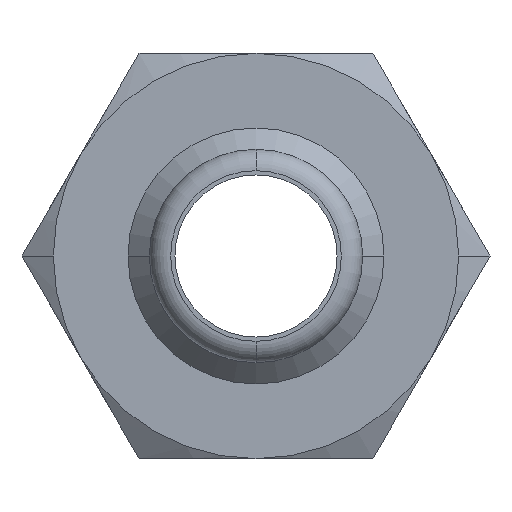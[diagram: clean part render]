
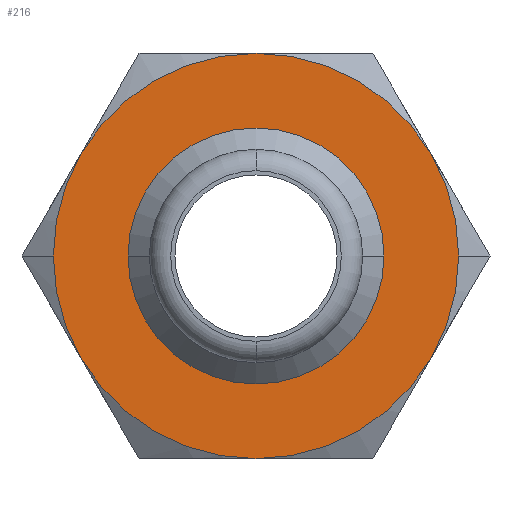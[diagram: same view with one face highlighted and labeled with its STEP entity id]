
A CAD part, front view. The second image highlights one B-rep face of the part: STEP entity #216.
In plain terms, the highlighted planar face has unit normal (0, -1, 0).
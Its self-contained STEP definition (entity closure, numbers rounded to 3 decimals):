
#216=ADVANCED_FACE('',(#444,#445),#446,.T.);
#444=FACE_OUTER_BOUND('',#679,.T.);
#445=FACE_BOUND('',#680,.T.);
#446=PLANE('',#681);
#679=EDGE_LOOP('',(#1210,#1211,#1212,#1213,#1214,#1215,#1216,#1217));
#680=EDGE_LOOP('',(#1218,#1219));
#681=AXIS2_PLACEMENT_3D('',#1220,#1221,#1222);
#1210=ORIENTED_EDGE('',*,*,#1531,.F.);
#1211=ORIENTED_EDGE('',*,*,#1504,.F.);
#1212=ORIENTED_EDGE('',*,*,#1389,.F.);
#1213=ORIENTED_EDGE('',*,*,#1496,.F.);
#1214=ORIENTED_EDGE('',*,*,#1550,.F.);
#1215=ORIENTED_EDGE('',*,*,#1363,.F.);
#1216=ORIENTED_EDGE('',*,*,#1510,.F.);
#1217=ORIENTED_EDGE('',*,*,#1551,.F.);
#1218=ORIENTED_EDGE('',*,*,#1442,.F.);
#1219=ORIENTED_EDGE('',*,*,#1381,.F.);
#1220=CARTESIAN_POINT('',(4.75,20.0,0.0));
#1221=DIRECTION('',(-0.0,-1.0,-0.0));
#1222=DIRECTION('',(-1.0,0.0,0.0));
#1363=EDGE_CURVE('',#1613,#1610,#1615,.T.);
#1381=EDGE_CURVE('',#1644,#1646,#1647,.T.);
#1389=EDGE_CURVE('',#1617,#1659,#1660,.T.);
#1442=EDGE_CURVE('',#1646,#1644,#1737,.T.);
#1496=EDGE_CURVE('',#1808,#1617,#1810,.T.);
#1504=EDGE_CURVE('',#1659,#1823,#1824,.T.);
#1510=EDGE_CURVE('',#1777,#1613,#1830,.T.);
#1531=EDGE_CURVE('',#1823,#1853,#1855,.T.);
#1550=EDGE_CURVE('',#1610,#1808,#1874,.T.);
#1551=EDGE_CURVE('',#1853,#1777,#1875,.T.);
#1610=VERTEX_POINT('',#2026);
#1613=VERTEX_POINT('',#2040);
#1615=CIRCLE('',#2053,9.5);
#1617=VERTEX_POINT('',#2055);
#1644=VERTEX_POINT('',#2141);
#1646=VERTEX_POINT('',#2144);
#1647=CIRCLE('',#2145,6.0);
#1659=VERTEX_POINT('',#2170);
#1660=CIRCLE('',#2171,9.5);
#1737=CIRCLE('',#2319,6.0);
#1777=VERTEX_POINT('',#2444);
#1808=VERTEX_POINT('',#2536);
#1810=CIRCLE('',#2539,9.5);
#1823=VERTEX_POINT('',#2565);
#1824=CIRCLE('',#2566,9.5);
#1830=CIRCLE('',#2594,9.5);
#1853=VERTEX_POINT('',#2676);
#1855=CIRCLE('',#2679,9.5);
#1874=CIRCLE('',#2733,9.5);
#1875=CIRCLE('',#2734,9.5);
#2026=CARTESIAN_POINT('',(-8.227,20.0,-4.75));
#2040=CARTESIAN_POINT('',(0.0,20.0,-9.5));
#2053=AXIS2_PLACEMENT_3D('',#2807,#2808,#2809);
#2055=CARTESIAN_POINT('',(-8.227,20.0,4.75));
#2141=CARTESIAN_POINT('',(6.0,20.0,0.));
#2144=CARTESIAN_POINT('',(-6.0,20.0,0.));
#2145=AXIS2_PLACEMENT_3D('',#2824,#2825,#2826);
#2170=CARTESIAN_POINT('',(0.,20.0,9.5));
#2171=AXIS2_PLACEMENT_3D('',#2835,#2836,#2837);
#2319=AXIS2_PLACEMENT_3D('',#2930,#2931,#2932);
#2444=CARTESIAN_POINT('',(8.227,20.0,-4.75));
#2536=CARTESIAN_POINT('',(-9.5,20.0,0.));
#2539=AXIS2_PLACEMENT_3D('',#2981,#2982,#2983);
#2565=CARTESIAN_POINT('',(8.227,20.0,4.75));
#2566=AXIS2_PLACEMENT_3D('',#2992,#2993,#2994);
#2594=AXIS2_PLACEMENT_3D('',#2998,#2999,#3000);
#2676=CARTESIAN_POINT('',(9.5,20.0,0.));
#2679=AXIS2_PLACEMENT_3D('',#3012,#3013,#3014);
#2733=AXIS2_PLACEMENT_3D('',#3026,#3027,#3028);
#2734=AXIS2_PLACEMENT_3D('',#3029,#3030,#3031);
#2807=CARTESIAN_POINT('',(0.0,20.0,0.0));
#2808=DIRECTION('',(-0.0,1.0,0.0));
#2809=DIRECTION('',(1.0,0.0,0.0));
#2824=CARTESIAN_POINT('',(0.0,20.0,0.0));
#2825=DIRECTION('',(0.0,-1.0,0.0));
#2826=DIRECTION('',(1.0,0.0,0.0));
#2835=CARTESIAN_POINT('',(0.0,20.0,0.0));
#2836=DIRECTION('',(-0.0,1.0,0.0));
#2837=DIRECTION('',(1.0,0.0,0.0));
#2930=CARTESIAN_POINT('',(0.0,20.0,0.0));
#2931=DIRECTION('',(0.0,-1.0,0.0));
#2932=DIRECTION('',(1.0,0.0,0.0));
#2981=CARTESIAN_POINT('',(0.0,20.0,0.0));
#2982=DIRECTION('',(-0.0,1.0,0.0));
#2983=DIRECTION('',(1.0,0.0,0.0));
#2992=CARTESIAN_POINT('',(0.0,20.0,0.0));
#2993=DIRECTION('',(-0.0,1.0,0.0));
#2994=DIRECTION('',(1.0,0.0,0.0));
#2998=CARTESIAN_POINT('',(0.0,20.0,0.0));
#2999=DIRECTION('',(-0.0,1.0,0.0));
#3000=DIRECTION('',(1.0,0.0,0.0));
#3012=CARTESIAN_POINT('',(0.0,20.0,0.0));
#3013=DIRECTION('',(-0.0,1.0,0.0));
#3014=DIRECTION('',(1.0,0.0,0.0));
#3026=CARTESIAN_POINT('',(0.0,20.0,0.0));
#3027=DIRECTION('',(-0.0,1.0,0.0));
#3028=DIRECTION('',(1.0,0.0,0.0));
#3029=CARTESIAN_POINT('',(0.0,20.0,0.0));
#3030=DIRECTION('',(-0.0,1.0,0.0));
#3031=DIRECTION('',(1.0,0.0,0.0));
